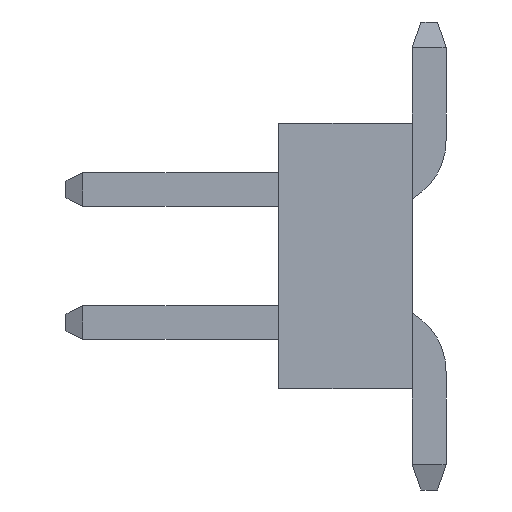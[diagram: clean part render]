
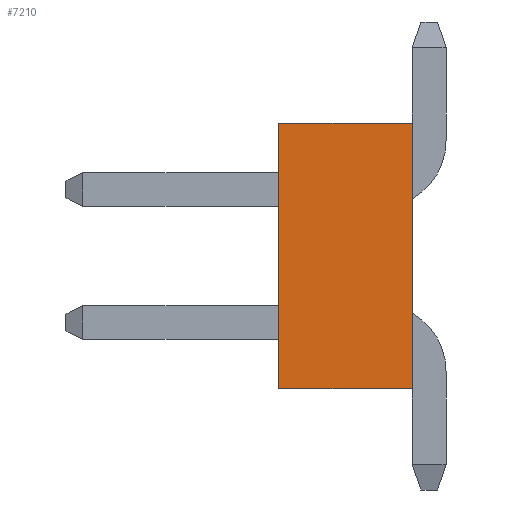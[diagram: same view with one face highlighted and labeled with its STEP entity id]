
A CAD part, left-side view. The second image highlights one B-rep face of the part: STEP entity #7210.
In plain terms, the highlighted planar face has unit normal (-1, 0, 0).
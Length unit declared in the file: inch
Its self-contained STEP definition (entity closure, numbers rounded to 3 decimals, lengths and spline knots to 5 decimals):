
#1768=ORIENTED_EDGE('',*,*,#2952,.T.);
#1769=ORIENTED_EDGE('',*,*,#2953,.F.);
#1770=ORIENTED_EDGE('',*,*,#2954,.F.);
#1771=ORIENTED_EDGE('',*,*,#2955,.T.);
#2952=EDGE_CURVE('',#3644,#3645,#4532,.T.);
#2953=EDGE_CURVE('',#3646,#3645,#4533,.T.);
#2954=EDGE_CURVE('',#3647,#3646,#4534,.T.);
#2955=EDGE_CURVE('',#3647,#3644,#4535,.T.);
#3644=VERTEX_POINT('',#11276);
#3645=VERTEX_POINT('',#11277);
#3646=VERTEX_POINT('',#11279);
#3647=VERTEX_POINT('',#11281);
#4532=LINE('',#11275,#5480);
#4533=LINE('',#11278,#5481);
#4534=LINE('',#11280,#5482);
#4535=LINE('',#11282,#5483);
#5480=VECTOR('',#9303,39.37008);
#5481=VECTOR('',#9304,39.37008);
#5482=VECTOR('',#9305,39.37008);
#5483=VECTOR('',#9306,39.37008);
#6000=EDGE_LOOP('',(#1768,#1769,#1770,#1771));
#6430=FACE_BOUND('',#6000,.T.);
#6820=PLANE('',#7696);
#7210=ADVANCED_FACE('',(#6430),#6820,.F.);
#7696=AXIS2_PLACEMENT_3D('',#11274,#9301,#9302);
#9301=DIRECTION('',(1.,0.,0.));
#9302=DIRECTION('',(0.,0.,-1.));
#9303=DIRECTION('',(0.,0.,1.));
#9304=DIRECTION('',(0.,-1.,0.));
#9305=DIRECTION('',(0.,0.,1.));
#9306=DIRECTION('',(0.,-1.,0.));
#11274=CARTESIAN_POINT('',(-0.27559,0.079,-0.0785));
#11275=CARTESIAN_POINT('',(-0.27559,0.,-0.0785));
#11276=CARTESIAN_POINT('',(-0.27559,0.,-0.0785));
#11277=CARTESIAN_POINT('',(-0.27559,0.,0.0785));
#11278=CARTESIAN_POINT('',(-0.27559,0.079,0.0785));
#11279=CARTESIAN_POINT('',(-0.27559,0.079,0.0785));
#11280=CARTESIAN_POINT('',(-0.27559,0.079,-0.0785));
#11281=CARTESIAN_POINT('',(-0.27559,0.079,-0.0785));
#11282=CARTESIAN_POINT('',(-0.27559,0.079,-0.0785));
